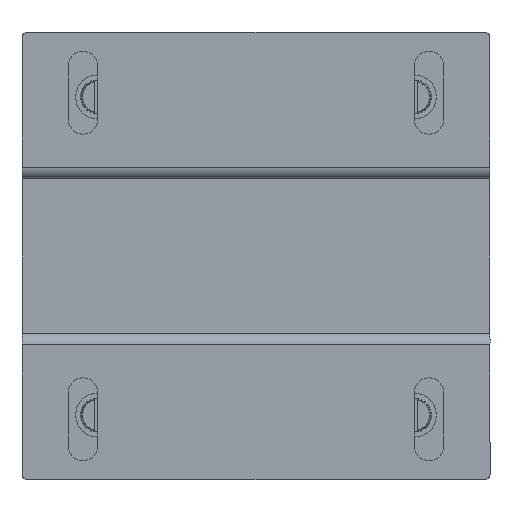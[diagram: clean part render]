
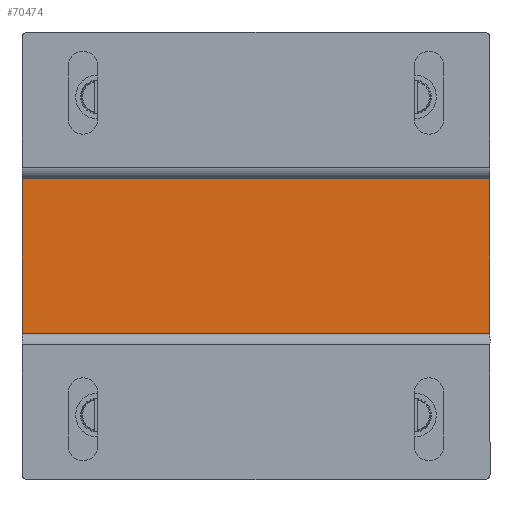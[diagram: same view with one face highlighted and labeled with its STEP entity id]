
A CAD part, front view. The second image highlights one B-rep face of the part: STEP entity #70474.
In plain terms, the highlighted planar face has unit normal (0, -1, 0).
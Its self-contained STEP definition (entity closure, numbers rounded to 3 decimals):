
#1514 = CARTESIAN_POINT ( 'NONE',  ( -196.51, -22.267, 177.304 ) ) ;
#1842 = ORIENTED_EDGE ( 'NONE', *, *, #20159, .F. ) ;
#3091 = LINE ( 'NONE', #92517, #107215 ) ;
#7186 = EDGE_CURVE ( 'NONE', #131190, #99443, #3091, .T. ) ;
#8123 = VECTOR ( 'NONE', #75218, 1000. ) ;
#8345 = DIRECTION ( 'NONE',  ( -1., 0., 0. ) ) ;
#12628 = CARTESIAN_POINT ( 'NONE',  ( -196.51, -22.267, 177.304 ) ) ;
#20159 = EDGE_CURVE ( 'NONE', #121472, #93822, #139864, .T. ) ;
#26070 = AXIS2_PLACEMENT_3D ( 'NONE', #117977, #73495, #108143 ) ;
#37556 = DIRECTION ( 'NONE',  ( 0., 0., 1. ) ) ;
#42231 = CARTESIAN_POINT ( 'NONE',  ( -100.51, -22.267, 177.304 ) ) ;
#46528 = VECTOR ( 'NONE', #8345, 1000. ) ;
#62577 = EDGE_LOOP ( 'NONE', ( #127337, #1842, #138824, #72152 ) ) ;
#70474 = ADVANCED_FACE ( 'NONE', ( #130764 ), #116443, .F. ) ;
#72152 = ORIENTED_EDGE ( 'NONE', *, *, #7186, .T. ) ;
#73495 = DIRECTION ( 'NONE',  ( 0., 1., 0. ) ) ;
#75182 = CARTESIAN_POINT ( 'NONE',  ( -100.51, -22.267, 209.054 ) ) ;
#75218 = DIRECTION ( 'NONE',  ( -1., 0., 0. ) ) ;
#79573 = CARTESIAN_POINT ( 'NONE',  ( -100.51, -22.267, 177.304 ) ) ;
#80892 = CARTESIAN_POINT ( 'NONE',  ( -100.51, -22.267, 209.054 ) ) ;
#91021 = DIRECTION ( 'NONE',  ( 0., 0., 1. ) ) ;
#92517 = CARTESIAN_POINT ( 'NONE',  ( -100.51, -22.267, 177.304 ) ) ;
#93149 = EDGE_CURVE ( 'NONE', #131190, #121472, #135452, .T. ) ;
#93822 = VERTEX_POINT ( 'NONE', #129519 ) ;
#97084 = LINE ( 'NONE', #75182, #46528 ) ;
#99443 = VERTEX_POINT ( 'NONE', #80892 ) ;
#107215 = VECTOR ( 'NONE', #91021, 1000. ) ;
#108143 = DIRECTION ( 'NONE',  ( 0., 0., -1. ) ) ;
#116443 = PLANE ( 'NONE',  #26070 ) ;
#117977 = CARTESIAN_POINT ( 'NONE',  ( -100.51, -22.267, 177.304 ) ) ;
#121472 = VERTEX_POINT ( 'NONE', #12628 ) ;
#125163 = VECTOR ( 'NONE', #37556, 1000. ) ;
#125778 = EDGE_CURVE ( 'NONE', #99443, #93822, #97084, .T. ) ;
#127337 = ORIENTED_EDGE ( 'NONE', *, *, #125778, .T. ) ;
#129519 = CARTESIAN_POINT ( 'NONE',  ( -196.51, -22.267, 209.054 ) ) ;
#130764 = FACE_OUTER_BOUND ( 'NONE', #62577, .T. ) ;
#131190 = VERTEX_POINT ( 'NONE', #79573 ) ;
#135452 = LINE ( 'NONE', #42231, #8123 ) ;
#138824 = ORIENTED_EDGE ( 'NONE', *, *, #93149, .F. ) ;
#139864 = LINE ( 'NONE', #1514, #125163 ) ;
